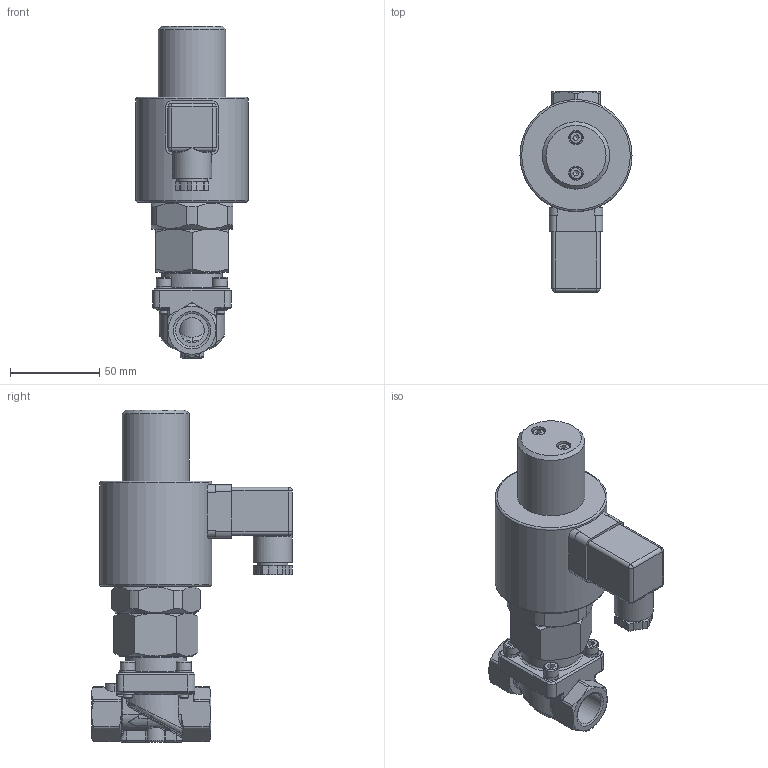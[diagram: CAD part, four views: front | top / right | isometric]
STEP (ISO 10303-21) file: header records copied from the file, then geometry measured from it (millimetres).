
FILE_DESCRIPTION(/* description */ ('3D-Modell'),/* implementation_level */ '2;1');
FILE_NAME(/* name */ '035.001054_A3523-0804-.322-NO.stp',/* time_stamp */ '2022-05-03T10:19:05+02:00',/* author */ ('CBeuthner'),/* organization */ (''),/* preprocessor_version */ 'ST-DEVELOPER v16.1',/* originating_system */ 'Autodesk Inventor 2016',/* authorisation */ '');
FILE_SCHEMA (('CONFIG_CONTROL_DESIGN'));
Length unit declared in the file: millimetre
Products named in the file (1): 88-005551
Bounding box: 63 x 112.7 x 186.5 mm (x, y, z)
Volume: 359580.6 mm3; surface area: 63009.5 mm2
Topology: 1 solids, 2 shells, 656 faces, 1683 edges, 1049 vertices
Faces by surface type: plane 299, cylinder 206, cone 57, torus 46, bspline 29, sphere 19
Full cylindrical faces by diameter (mm): 2.4 x2, 2.459 x1, 2.5 x1, 3.242 x3, 4 x3, 4.5 x3, 5 x6, 5.5 x4, 6.2 x1, 6.5 x1, 7 x5, 7.7 x3, 8 x2, 8.5 x5, 13.5 x1, 14 x2, 15 x1, 17 x1, 18.631 x2, 20 x1, 22 x1, 34 x1, 37.8 x1, 59 x1, 63 x1
Entity records: 22191 total; most frequent: CARTESIAN_POINT 6580, DIRECTION 3093, ORIENTED_EDGE 3048, EDGE_CURVE 1524, AXIS2_PLACEMENT_3D 1195, VERTEX_POINT 997, EDGE_LOOP 801, LINE 703
